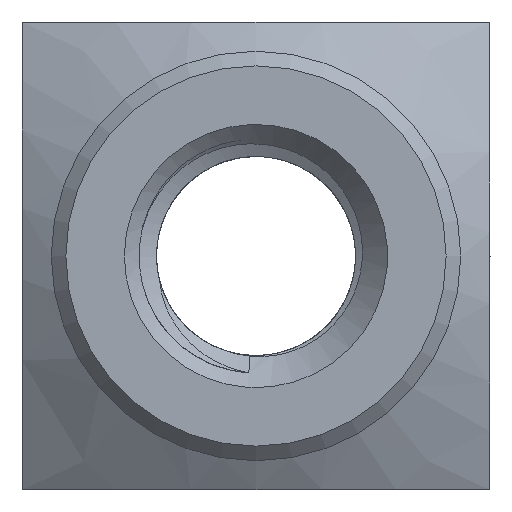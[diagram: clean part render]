
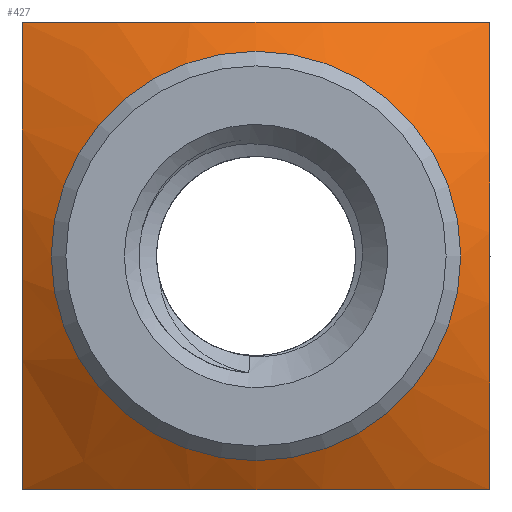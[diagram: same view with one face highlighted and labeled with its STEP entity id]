
A CAD part, left-side view. The second image highlights one B-rep face of the part: STEP entity #427.
In plain terms, the highlighted conical face has half-angle 60 degrees and reference radius 15 mm.
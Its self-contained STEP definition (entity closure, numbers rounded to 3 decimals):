
#338=CONICAL_SURFACE('',#5708,15.,60.);
#345=(
BOUNDED_CURVE()
B_SPLINE_CURVE(2,(#8220,#8221,#8222),.UNSPECIFIED.,.F.,.F.)
B_SPLINE_CURVE_WITH_KNOTS((3,3),(0.,1.),.UNSPECIFIED.)
CURVE()
GEOMETRIC_REPRESENTATION_ITEM()
RATIONAL_B_SPLINE_CURVE((1.605,1.938,1.938))
REPRESENTATION_ITEM('')
);
#346=(
BOUNDED_CURVE()
B_SPLINE_CURVE(2,(#8225,#8226,#8227),.UNSPECIFIED.,.F.,.F.)
B_SPLINE_CURVE_WITH_KNOTS((3,3),(0.,1.),.UNSPECIFIED.)
CURVE()
GEOMETRIC_REPRESENTATION_ITEM()
RATIONAL_B_SPLINE_CURVE((1.605,2.27,1.605))
REPRESENTATION_ITEM('')
);
#347=(
BOUNDED_CURVE()
B_SPLINE_CURVE(2,(#8229,#8230,#8231),.UNSPECIFIED.,.F.,.F.)
B_SPLINE_CURVE_WITH_KNOTS((3,3),(0.,1.),.UNSPECIFIED.)
CURVE()
GEOMETRIC_REPRESENTATION_ITEM()
RATIONAL_B_SPLINE_CURVE((1.938,1.938,1.605))
REPRESENTATION_ITEM('')
);
#348=(
BOUNDED_CURVE()
B_SPLINE_CURVE(2,(#8233,#8234,#8235),.UNSPECIFIED.,.F.,.F.)
B_SPLINE_CURVE_WITH_KNOTS((3,3),(0.,1.),.UNSPECIFIED.)
CURVE()
GEOMETRIC_REPRESENTATION_ITEM()
RATIONAL_B_SPLINE_CURVE((1.605,1.938,1.938))
REPRESENTATION_ITEM('')
);
#349=(
BOUNDED_CURVE()
B_SPLINE_CURVE(2,(#8237,#8238,#8239),.UNSPECIFIED.,.F.,.F.)
B_SPLINE_CURVE_WITH_KNOTS((3,3),(0.,1.),.UNSPECIFIED.)
CURVE()
GEOMETRIC_REPRESENTATION_ITEM()
RATIONAL_B_SPLINE_CURVE((1.605,2.27,1.605))
REPRESENTATION_ITEM('')
);
#350=(
BOUNDED_CURVE()
B_SPLINE_CURVE(2,(#8241,#8242,#8243),.UNSPECIFIED.,.F.,.F.)
B_SPLINE_CURVE_WITH_KNOTS((3,3),(0.,1.),.UNSPECIFIED.)
CURVE()
GEOMETRIC_REPRESENTATION_ITEM()
RATIONAL_B_SPLINE_CURVE((1.938,1.938,1.605))
REPRESENTATION_ITEM('')
);
#361=FACE_BOUND('',#1023,.T.);
#362=FACE_BOUND('',#1024,.T.);
#427=ADVANCED_FACE('',(#361,#362),#338,.T.);
#1023=EDGE_LOOP('',(#1667));
#1024=EDGE_LOOP('',(#1668,#1669,#1670,#1671,#1672,#1673));
#1366=CIRCLE('',#5707,7.);
#1667=ORIENTED_EDGE('',*,*,#3864,.T.);
#1668=ORIENTED_EDGE('',*,*,#3865,.F.);
#1669=ORIENTED_EDGE('',*,*,#3866,.F.);
#1670=ORIENTED_EDGE('',*,*,#3867,.F.);
#1671=ORIENTED_EDGE('',*,*,#3868,.F.);
#1672=ORIENTED_EDGE('',*,*,#3869,.F.);
#1673=ORIENTED_EDGE('',*,*,#3870,.F.);
#3309=VERTEX_POINT('',#8219);
#3310=VERTEX_POINT('',#8223);
#3311=VERTEX_POINT('',#8224);
#3312=VERTEX_POINT('',#8228);
#3313=VERTEX_POINT('',#8232);
#3314=VERTEX_POINT('',#8236);
#3315=VERTEX_POINT('',#8240);
#3864=EDGE_CURVE('',#3309,#3309,#1366,.T.);
#3865=EDGE_CURVE('',#3310,#3311,#345,.T.);
#3866=EDGE_CURVE('',#3312,#3310,#346,.T.);
#3867=EDGE_CURVE('',#3313,#3312,#347,.T.);
#3868=EDGE_CURVE('',#3314,#3313,#348,.T.);
#3869=EDGE_CURVE('',#3315,#3314,#349,.T.);
#3870=EDGE_CURVE('',#3311,#3315,#350,.T.);
#5707=AXIS2_PLACEMENT_3D('',#8218,#5928,#5929);
#5708=AXIS2_PLACEMENT_3D('',#8244,#5930,#5931);
#5928=DIRECTION('',(-1.,0.,0.));
#5929=DIRECTION('',(0.,1.,0.));
#5930=DIRECTION('',(-1.,0.,0.));
#5931=DIRECTION('',(0.,1.,0.));
#8218=CARTESIAN_POINT('',(36.,0.,0.));
#8219=CARTESIAN_POINT('',(36.,-7.,0.));
#8220=CARTESIAN_POINT('',(33.509,-8.,-8.));
#8221=CARTESIAN_POINT('',(35.423,-8.,-3.314));
#8222=CARTESIAN_POINT('',(35.423,-8.,0.));
#8223=CARTESIAN_POINT('',(33.509,-8.,-8.));
#8224=CARTESIAN_POINT('',(35.423,-8.,0.));
#8225=CARTESIAN_POINT('',(33.509,8.,-8.));
#8226=CARTESIAN_POINT('',(36.775,0.,-8.));
#8227=CARTESIAN_POINT('',(33.509,-8.,-8.));
#8228=CARTESIAN_POINT('',(33.509,8.,-8.));
#8229=CARTESIAN_POINT('',(35.423,8.,0.));
#8230=CARTESIAN_POINT('',(35.423,8.,-3.314));
#8231=CARTESIAN_POINT('',(33.509,8.,-8.));
#8232=CARTESIAN_POINT('',(35.423,8.,0.));
#8233=CARTESIAN_POINT('',(33.509,8.,8.));
#8234=CARTESIAN_POINT('',(35.423,8.,3.314));
#8235=CARTESIAN_POINT('',(35.423,8.,0.));
#8236=CARTESIAN_POINT('',(33.509,8.,8.));
#8237=CARTESIAN_POINT('',(33.509,-8.,8.));
#8238=CARTESIAN_POINT('',(36.775,0.,8.));
#8239=CARTESIAN_POINT('',(33.509,8.,8.));
#8240=CARTESIAN_POINT('',(33.509,-8.,8.));
#8241=CARTESIAN_POINT('',(35.423,-8.,0.));
#8242=CARTESIAN_POINT('',(35.423,-8.,3.314));
#8243=CARTESIAN_POINT('',(33.509,-8.,8.));
#8244=CARTESIAN_POINT('',(31.381,0.,0.));
